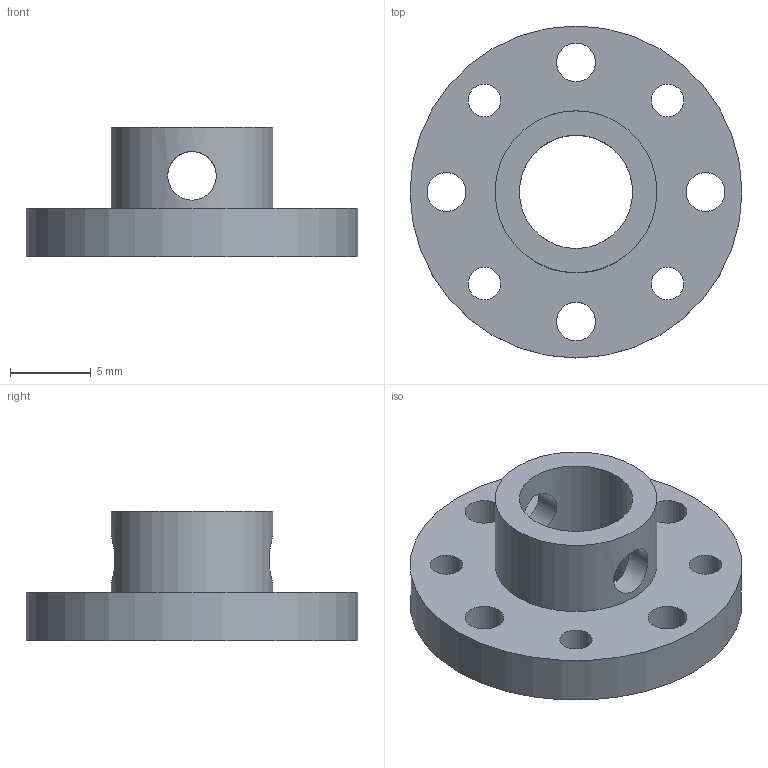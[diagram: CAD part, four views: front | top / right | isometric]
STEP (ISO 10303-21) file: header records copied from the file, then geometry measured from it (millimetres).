
FILE_DESCRIPTION(/* description */ ('STEP AP214'),/* implementation_level */ '2;1');
FILE_NAME(/* name */ '619ba9f79c98216352074ec5',/* time_stamp */ '2021-11-22T14:32:24+00:00',/* author */ (''),/* organization */ (''),/* preprocessor_version */ 'ST-DEVELOPER v18.1',/* originating_system */ ' ',/* authorisation */ ' ');
FILE_SCHEMA (('AUTOMOTIVE_DESIGN {1 0 10303 214 3 1 1}'));
Length unit declared in the file: metre
Products named in the file (1): Part 2
Bounding box: 20.5 x 20.5 x 8 mm (x, y, z)
Volume: 960.7 mm3; surface area: 1214.7 mm2
Topology: 1 solids, 1 shells, 16 faces, 39 edges, 26 vertices
Faces by surface type: cylinder 13, plane 3
Full cylindrical faces by diameter (mm): 2.02 x4, 2.4 x4, 3 x2, 7 x1, 10 x1, 20.5 x1
Entity records: 526 total; most frequent: CARTESIAN_POINT 109, DIRECTION 78, ORIENTED_EDGE 52, EDGE_LOOP 52, FACE_BOUND 52, AXIS2_PLACEMENT_3D 39, EDGE_CURVE 26, VERTEX_POINT 26
